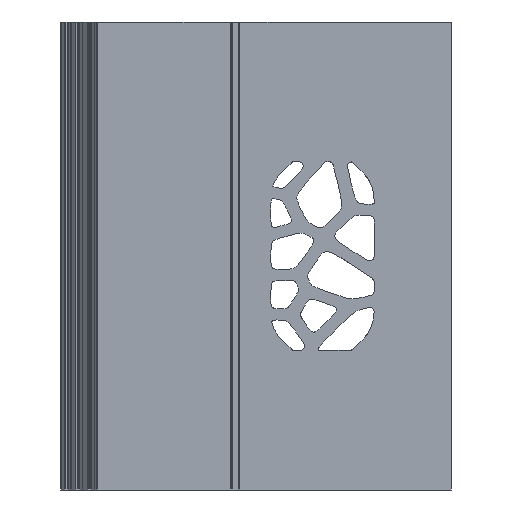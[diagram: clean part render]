
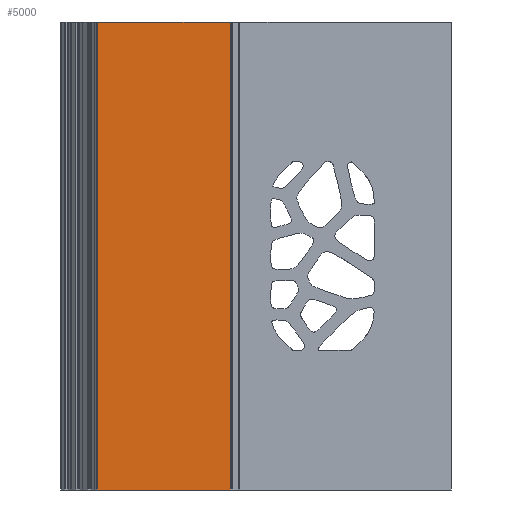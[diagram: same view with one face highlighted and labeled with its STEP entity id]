
A CAD part, front view. The second image highlights one B-rep face of the part: STEP entity #5000.
In plain terms, the highlighted planar face has unit normal (0, -1, 0).
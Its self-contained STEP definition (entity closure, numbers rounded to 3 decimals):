
#3195=CARTESIAN_POINT('',(-259.767,-230.701,570.05));
#3196=VERTEX_POINT('',#3195);
#3204=CARTESIAN_POINT('',(-231.494,-230.696,570.05));
#3205=VERTEX_POINT('',#3204);
#3206=CARTESIAN_POINT('',(-231.494,-230.696,570.05));
#3207=DIRECTION('',(-1.,0.,0.));
#3208=VECTOR('',#3207,28.273);
#3209=LINE('',#3206,#3208);
#3210=EDGE_CURVE('',#3205,#3196,#3209,.T.);
#3817=CARTESIAN_POINT('',(-231.494,-230.696,470.05));
#3818=VERTEX_POINT('',#3817);
#3826=CARTESIAN_POINT('',(-259.767,-230.701,470.05));
#3827=VERTEX_POINT('',#3826);
#3828=CARTESIAN_POINT('',(-231.494,-230.696,470.05));
#3829=DIRECTION('',(-1.,0.,0.));
#3830=VECTOR('',#3829,28.273);
#3831=LINE('',#3828,#3830);
#3832=EDGE_CURVE('',#3818,#3827,#3831,.T.);
#4975=CARTESIAN_POINT('',(-231.494,-230.696,570.05));
#4976=DIRECTION('',(-0.,-0.,-1.));
#4977=VECTOR('',#4976,100.);
#4978=LINE('',#4975,#4977);
#4979=EDGE_CURVE('',#3205,#3818,#4978,.T.);
#4984=CARTESIAN_POINT('',(-231.494,-230.696,470.05));
#4985=DIRECTION('',(0.,1.,-0.));
#4986=DIRECTION('',(1.,0.,-0.));
#4987=AXIS2_PLACEMENT_3D('',#4984,#4985,#4986);
#4988=PLANE('',#4987);
#4989=ORIENTED_EDGE('',*,*,#3210,.T.);
#4990=CARTESIAN_POINT('',(-259.767,-230.701,570.05));
#4991=DIRECTION('',(-0.,-0.,-1.));
#4992=VECTOR('',#4991,100.);
#4993=LINE('',#4990,#4992);
#4994=EDGE_CURVE('',#3196,#3827,#4993,.T.);
#4995=ORIENTED_EDGE('',*,*,#4994,.T.);
#4996=ORIENTED_EDGE('',*,*,#3832,.F.);
#4997=ORIENTED_EDGE('',*,*,#4979,.F.);
#4998=EDGE_LOOP('',(#4989,#4995,#4996,#4997));
#4999=FACE_BOUND('',#4998,.T.);
#5000=ADVANCED_FACE('',(#4999),#4988,.F.);
